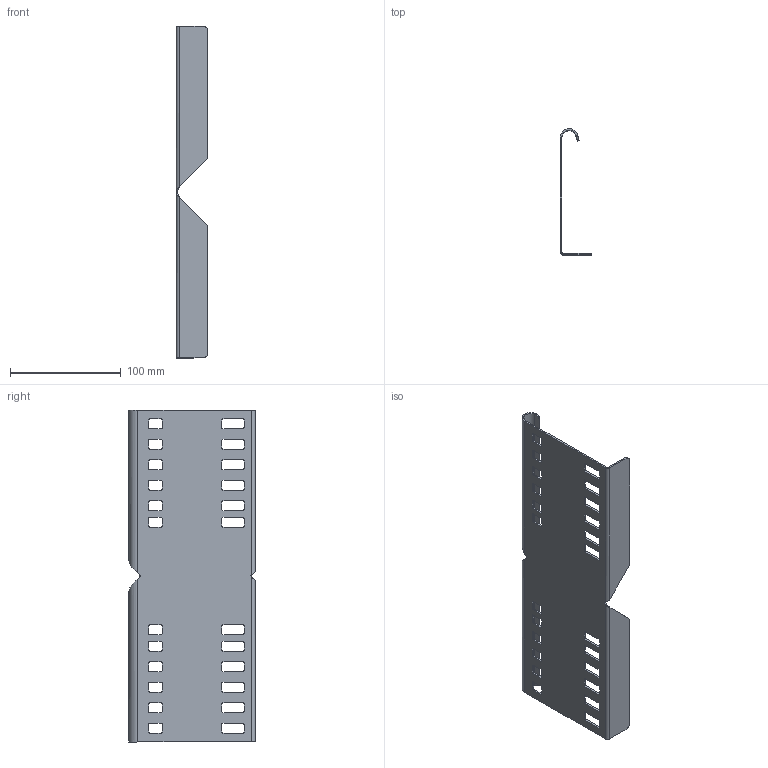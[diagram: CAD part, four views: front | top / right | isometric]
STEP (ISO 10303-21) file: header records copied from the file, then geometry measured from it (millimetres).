
FILE_DESCRIPTION((''),'2;1');
FILE_NAME('6216590','2012-10-04T',('AndreasKeweloh'),(''),'PRO/ENGINEER BY PARAMETRIC TECHNOLOGY CORPORATION, 2012230','PRO/ENGINEER BY PARAMETRIC TECHNOLOGY CORPORATION, 2012230','');
FILE_SCHEMA(('CONFIG_CONTROL_DESIGN'));
Length unit declared in the file: millimetre
Products named in the file (1): 6216590
Bounding box: 28.5 x 114 x 300 mm (x, y, z)
Volume: 63234.3 mm3; surface area: 87482.9 mm2
Topology: 1 solids, 1 shells, 238 faces, 698 edges, 462 vertices
Faces by surface type: plane 120, cylinder 112, bspline 6
Entity records: 10194 total; most frequent: CARTESIAN_POINT 3550, ORIENTED_EDGE 1396, DIRECTION 1374, EDGE_CURVE 698, VECTOR 470, LINE 470, VERTEX_POINT 462, AXIS2_PLACEMENT_3D 452
